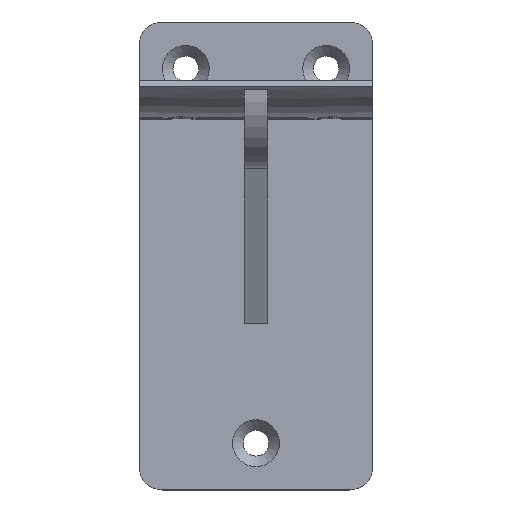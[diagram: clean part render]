
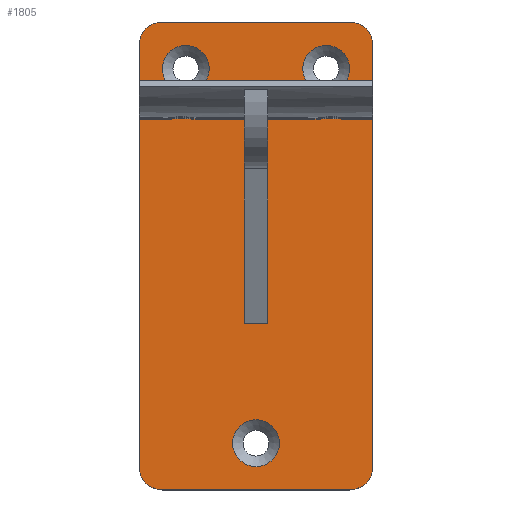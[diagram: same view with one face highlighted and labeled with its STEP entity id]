
A CAD part, top view. The second image highlights one B-rep face of the part: STEP entity #1805.
In plain terms, the highlighted planar face has unit normal (0, 0, 1).
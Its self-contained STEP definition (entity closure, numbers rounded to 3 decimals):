
#8 = FACE_BOUND ( 'NONE', #7245, .T. ) ;
#265 = DIRECTION ( 'NONE',  ( 0., 0., 1. ) ) ;
#297 = DIRECTION ( 'NONE',  ( 1., 0., 0. ) ) ;
#300 = DIRECTION ( 'NONE',  ( 0., 1., 0. ) ) ;
#361 = CIRCLE ( 'NONE', #3115, 5. ) ;
#550 = CARTESIAN_POINT ( 'NONE',  ( -2.5, 35., 5. ) ) ;
#588 = VERTEX_POINT ( 'NONE', #4476 ) ;
#638 = ORIENTED_EDGE ( 'NONE', *, *, #11839, .T. ) ;
#693 = LINE ( 'NONE', #12858, #11170 ) ;
#704 = PLANE ( 'NONE',  #3089 ) ;
#887 = DIRECTION ( 'NONE',  ( 1., 0., 0. ) ) ;
#980 = CARTESIAN_POINT ( 'NONE',  ( 25., 45., 5. ) ) ;
#990 = LINE ( 'NONE', #12319, #9592 ) ;
#1092 = CARTESIAN_POINT ( 'NONE',  ( -25., -45., 5. ) ) ;
#1137 = ORIENTED_EDGE ( 'NONE', *, *, #10179, .T. ) ;
#1595 = VECTOR ( 'NONE', #7748, 1000. ) ;
#1618 = EDGE_CURVE ( 'NONE', #8882, #7803, #9637, .T. ) ;
#1638 = DIRECTION ( 'NONE',  ( 0., -1., 0. ) ) ;
#1715 = CIRCLE ( 'NONE', #11716, 5. ) ;
#1743 = VERTEX_POINT ( 'NONE', #3897 ) ;
#1745 = CARTESIAN_POINT ( 'NONE',  ( -15., 40., 5. ) ) ;
#1802 = VERTEX_POINT ( 'NONE', #8114 ) ;
#1805 = ADVANCED_FACE ( 'NONE', ( #9133, #4984, #7158, #10126, #8 ), #704, .T. ) ;
#1831 = VERTEX_POINT ( 'NONE', #10467 ) ;
#1909 = EDGE_CURVE ( 'NONE', #6285, #3343, #4663, .T. ) ;
#1971 = VERTEX_POINT ( 'NONE', #11072 ) ;
#2024 = CARTESIAN_POINT ( 'NONE',  ( 0., 35., 5. ) ) ;
#2099 = ORIENTED_EDGE ( 'NONE', *, *, #12846, .F. ) ;
#2197 = LINE ( 'NONE', #9800, #13120 ) ;
#2209 = CARTESIAN_POINT ( 'NONE',  ( 20., 45., 5. ) ) ;
#2228 = ORIENTED_EDGE ( 'NONE', *, *, #6908, .F. ) ;
#2253 = ORIENTED_EDGE ( 'NONE', *, *, #13497, .T. ) ;
#2455 = DIRECTION ( 'NONE',  ( 1., 0., 0. ) ) ;
#2499 = VECTOR ( 'NONE', #300, 1000. ) ;
#2510 = DIRECTION ( 'NONE',  ( 0., 0., 1. ) ) ;
#2581 = CARTESIAN_POINT ( 'NONE',  ( -20., 45., 5. ) ) ;
#2750 = DIRECTION ( 'NONE',  ( 0., 0., 1. ) ) ;
#2779 = CARTESIAN_POINT ( 'NONE',  ( -25., 45., 5. ) ) ;
#3069 = DIRECTION ( 'NONE',  ( 1., 0., 0. ) ) ;
#3089 = AXIS2_PLACEMENT_3D ( 'NONE', #9159, #11314, #3069 ) ;
#3115 = AXIS2_PLACEMENT_3D ( 'NONE', #7700, #8752, #10809 ) ;
#3343 = VERTEX_POINT ( 'NONE', #980 ) ;
#3361 = CARTESIAN_POINT ( 'NONE',  ( -25., 50., 5. ) ) ;
#3605 = DIRECTION ( 'NONE',  ( 1., 0., 0. ) ) ;
#3897 = CARTESIAN_POINT ( 'NONE',  ( 20., -50., 5. ) ) ;
#4052 = EDGE_LOOP ( 'NONE', ( #2228 ) ) ;
#4133 = AXIS2_PLACEMENT_3D ( 'NONE', #8006, #6986, #12270 ) ;
#4144 = ORIENTED_EDGE ( 'NONE', *, *, #1618, .T. ) ;
#4223 = VERTEX_POINT ( 'NONE', #2779 ) ;
#4245 = CARTESIAN_POINT ( 'NONE',  ( 2.5, 35., 5. ) ) ;
#4392 = VECTOR ( 'NONE', #10329, 1000. ) ;
#4476 = CARTESIAN_POINT ( 'NONE',  ( 5., -40., 5. ) ) ;
#4621 = DIRECTION ( 'NONE',  ( 0., 0., 1. ) ) ;
#4624 = CARTESIAN_POINT ( 'NONE',  ( -10., 40., 5. ) ) ;
#4645 = EDGE_CURVE ( 'NONE', #1802, #1743, #990, .T. ) ;
#4663 = LINE ( 'NONE', #13191, #2499 ) ;
#4721 = CARTESIAN_POINT ( 'NONE',  ( 25., -45., 5. ) ) ;
#4822 = EDGE_CURVE ( 'NONE', #1743, #6285, #10920, .T. ) ;
#4984 = FACE_BOUND ( 'NONE', #4052, .T. ) ;
#5130 = VERTEX_POINT ( 'NONE', #10143 ) ;
#5296 = ORIENTED_EDGE ( 'NONE', *, *, #4645, .T. ) ;
#5345 = EDGE_CURVE ( 'NONE', #3343, #5830, #1715, .T. ) ;
#5535 = CIRCLE ( 'NONE', #10655, 5. ) ;
#5830 = VERTEX_POINT ( 'NONE', #12193 ) ;
#5977 = DIRECTION ( 'NONE',  ( 1., 0., 0. ) ) ;
#6002 = CIRCLE ( 'NONE', #4133, 5. ) ;
#6101 = DIRECTION ( 'NONE',  ( 1., 0., 0. ) ) ;
#6285 = VERTEX_POINT ( 'NONE', #4721 ) ;
#6294 = EDGE_CURVE ( 'NONE', #10200, #10200, #5535, .T. ) ;
#6511 = EDGE_CURVE ( 'NONE', #7803, #1971, #11670, .T. ) ;
#6908 = EDGE_CURVE ( 'NONE', #11863, #11863, #361, .T. ) ;
#6969 = CARTESIAN_POINT ( 'NONE',  ( 20., -45., 5. ) ) ;
#6986 = DIRECTION ( 'NONE',  ( 0., 0., 1. ) ) ;
#7046 = CARTESIAN_POINT ( 'NONE',  ( 0., -14.474, 5. ) ) ;
#7047 = ORIENTED_EDGE ( 'NONE', *, *, #10397, .T. ) ;
#7158 = FACE_BOUND ( 'NONE', #7358, .T. ) ;
#7217 = DIRECTION ( 'NONE',  ( 0., 0., 1. ) ) ;
#7245 = EDGE_LOOP ( 'NONE', ( #4144, #11643, #2253, #7887 ) ) ;
#7358 = EDGE_LOOP ( 'NONE', ( #2099 ) ) ;
#7435 = ORIENTED_EDGE ( 'NONE', *, *, #1909, .T. ) ;
#7541 = DIRECTION ( 'NONE',  ( 0., -1., 0. ) ) ;
#7672 = AXIS2_PLACEMENT_3D ( 'NONE', #9963, #2510, #2455 ) ;
#7700 = CARTESIAN_POINT ( 'NONE',  ( 15., 40., 5. ) ) ;
#7748 = DIRECTION ( 'NONE',  ( -1., 0., 0. ) ) ;
#7803 = VERTEX_POINT ( 'NONE', #4245 ) ;
#7887 = ORIENTED_EDGE ( 'NONE', *, *, #8641, .F. ) ;
#8006 = CARTESIAN_POINT ( 'NONE',  ( -20., -45., 5. ) ) ;
#8114 = CARTESIAN_POINT ( 'NONE',  ( -20., -50., 5. ) ) ;
#8641 = EDGE_CURVE ( 'NONE', #8882, #1831, #693, .T. ) ;
#8704 = LINE ( 'NONE', #3361, #1595 ) ;
#8752 = DIRECTION ( 'NONE',  ( 0., 0., 1. ) ) ;
#8882 = VERTEX_POINT ( 'NONE', #550 ) ;
#8901 = DIRECTION ( 'NONE',  ( 0., -1., 0. ) ) ;
#9094 = EDGE_LOOP ( 'NONE', ( #12103 ) ) ;
#9133 = FACE_BOUND ( 'NONE', #9094, .T. ) ;
#9159 = CARTESIAN_POINT ( 'NONE',  ( 0., 0., 5. ) ) ;
#9208 = CIRCLE ( 'NONE', #7672, 5. ) ;
#9459 = AXIS2_PLACEMENT_3D ( 'NONE', #6969, #2750, #3605 ) ;
#9592 = VECTOR ( 'NONE', #5977, 1000. ) ;
#9637 = LINE ( 'NONE', #2024, #10636 ) ;
#9800 = CARTESIAN_POINT ( 'NONE',  ( -25., 50., 5. ) ) ;
#9963 = CARTESIAN_POINT ( 'NONE',  ( 0., -40., 5. ) ) ;
#10092 = DIRECTION ( 'NONE',  ( 1., 0., 0. ) ) ;
#10126 = FACE_OUTER_BOUND ( 'NONE', #13748, .T. ) ;
#10143 = CARTESIAN_POINT ( 'NONE',  ( -20., 50., 5. ) ) ;
#10179 = EDGE_CURVE ( 'NONE', #4223, #10900, #2197, .T. ) ;
#10200 = VERTEX_POINT ( 'NONE', #4624 ) ;
#10329 = DIRECTION ( 'NONE',  ( -1., 0., 0. ) ) ;
#10397 = EDGE_CURVE ( 'NONE', #10900, #1802, #6002, .T. ) ;
#10431 = CIRCLE ( 'NONE', #12217, 5. ) ;
#10467 = CARTESIAN_POINT ( 'NONE',  ( -2.5, -14.474, 5. ) ) ;
#10542 = LINE ( 'NONE', #7046, #4392 ) ;
#10636 = VECTOR ( 'NONE', #10092, 1000. ) ;
#10655 = AXIS2_PLACEMENT_3D ( 'NONE', #1745, #7217, #887 ) ;
#10809 = DIRECTION ( 'NONE',  ( 1., 0., 0. ) ) ;
#10900 = VERTEX_POINT ( 'NONE', #1092 ) ;
#10920 = CIRCLE ( 'NONE', #9459, 5. ) ;
#11072 = CARTESIAN_POINT ( 'NONE',  ( 2.5, -14.474, 5. ) ) ;
#11153 = CARTESIAN_POINT ( 'NONE',  ( 2.5, 0., 5. ) ) ;
#11170 = VECTOR ( 'NONE', #8901, 1000. ) ;
#11314 = DIRECTION ( 'NONE',  ( 0., 0., 1. ) ) ;
#11508 = VECTOR ( 'NONE', #1638, 1000. ) ;
#11643 = ORIENTED_EDGE ( 'NONE', *, *, #6511, .T. ) ;
#11670 = LINE ( 'NONE', #11153, #11508 ) ;
#11716 = AXIS2_PLACEMENT_3D ( 'NONE', #2209, #265, #6101 ) ;
#11839 = EDGE_CURVE ( 'NONE', #5130, #4223, #10431, .T. ) ;
#11863 = VERTEX_POINT ( 'NONE', #13054 ) ;
#12103 = ORIENTED_EDGE ( 'NONE', *, *, #6294, .F. ) ;
#12193 = CARTESIAN_POINT ( 'NONE',  ( 20., 50., 5. ) ) ;
#12217 = AXIS2_PLACEMENT_3D ( 'NONE', #2581, #4621, #297 ) ;
#12270 = DIRECTION ( 'NONE',  ( 1., 0., 0. ) ) ;
#12319 = CARTESIAN_POINT ( 'NONE',  ( -25., -50., 5. ) ) ;
#12794 = EDGE_CURVE ( 'NONE', #5830, #5130, #8704, .T. ) ;
#12846 = EDGE_CURVE ( 'NONE', #588, #588, #9208, .T. ) ;
#12858 = CARTESIAN_POINT ( 'NONE',  ( -2.5, 0., 5. ) ) ;
#13054 = CARTESIAN_POINT ( 'NONE',  ( 20., 40., 5. ) ) ;
#13120 = VECTOR ( 'NONE', #7541, 1000. ) ;
#13191 = CARTESIAN_POINT ( 'NONE',  ( 25., 50., 5. ) ) ;
#13416 = ORIENTED_EDGE ( 'NONE', *, *, #5345, .T. ) ;
#13497 = EDGE_CURVE ( 'NONE', #1971, #1831, #10542, .T. ) ;
#13545 = ORIENTED_EDGE ( 'NONE', *, *, #4822, .T. ) ;
#13593 = ORIENTED_EDGE ( 'NONE', *, *, #12794, .T. ) ;
#13748 = EDGE_LOOP ( 'NONE', ( #5296, #13545, #7435, #13416, #13593, #638, #1137, #7047 ) ) ;
